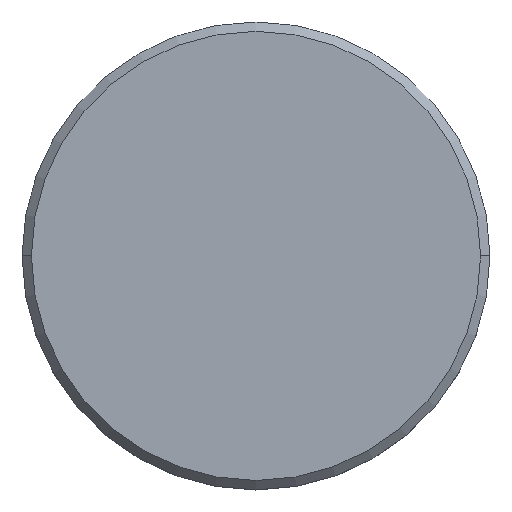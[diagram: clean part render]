
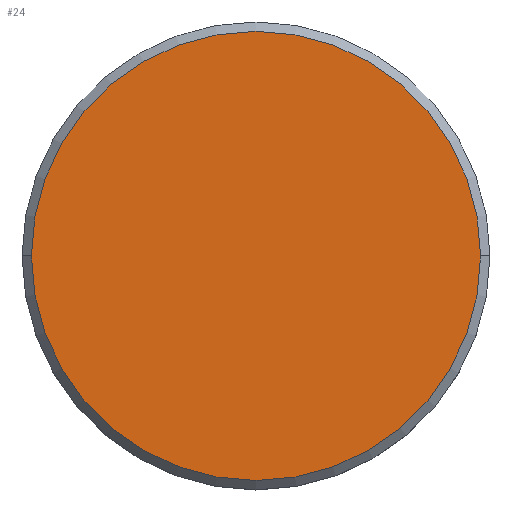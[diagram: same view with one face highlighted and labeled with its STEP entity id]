
A CAD part, top view. The second image highlights one B-rep face of the part: STEP entity #24.
In plain terms, the highlighted planar face has unit normal (0, 0, 1).
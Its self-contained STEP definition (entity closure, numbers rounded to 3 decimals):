
#22 = EDGE_CURVE ( 'NONE', #29, #36, #213, .T. ) ;
#24 = ADVANCED_FACE ( 'NONE', ( #125 ), #217, .T. ) ;
#25 = ORIENTED_EDGE ( 'NONE', *, *, #38, .T. ) ;
#29 = VERTEX_POINT ( 'NONE', #203 ) ;
#36 = VERTEX_POINT ( 'NONE', #99 ) ;
#38 = EDGE_CURVE ( 'NONE', #36, #29, #83, .T. ) ;
#65 = EDGE_LOOP ( 'NONE', ( #78, #25 ) ) ;
#78 = ORIENTED_EDGE ( 'NONE', *, *, #22, .T. ) ;
#83 = CIRCLE ( 'NONE', #88, 12.192 ) ;
#88 = AXIS2_PLACEMENT_3D ( 'NONE', #208, #165, #164 ) ;
#99 = CARTESIAN_POINT ( 'NONE',  ( 12.192, 0., 3. ) ) ;
#125 = FACE_OUTER_BOUND ( 'NONE', #65, .T. ) ;
#126 = AXIS2_PLACEMENT_3D ( 'NONE', #214, #205, #204 ) ;
#129 = AXIS2_PLACEMENT_3D ( 'NONE', #212, #211, #210 ) ;
#164 = DIRECTION ( 'NONE',  ( 1., 0., 0. ) ) ;
#165 = DIRECTION ( 'NONE',  ( 0., 0., 1. ) ) ;
#203 = CARTESIAN_POINT ( 'NONE',  ( -12.192, 0., 3. ) ) ;
#204 = DIRECTION ( 'NONE',  ( 1., 0., 0. ) ) ;
#205 = DIRECTION ( 'NONE',  ( 0., 0., 1. ) ) ;
#208 = CARTESIAN_POINT ( 'NONE',  ( 0., 0., 3. ) ) ;
#210 = DIRECTION ( 'NONE',  ( 1., 0., 0. ) ) ;
#211 = DIRECTION ( 'NONE',  ( 0., 0., 1. ) ) ;
#212 = CARTESIAN_POINT ( 'NONE',  ( 0., 0., 3. ) ) ;
#213 = CIRCLE ( 'NONE', #129, 12.192 ) ;
#214 = CARTESIAN_POINT ( 'NONE',  ( 0., 0., 3. ) ) ;
#217 = PLANE ( 'NONE',  #126 ) ;
